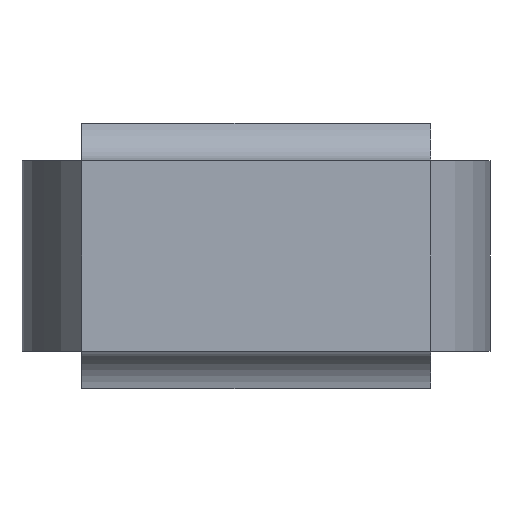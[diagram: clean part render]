
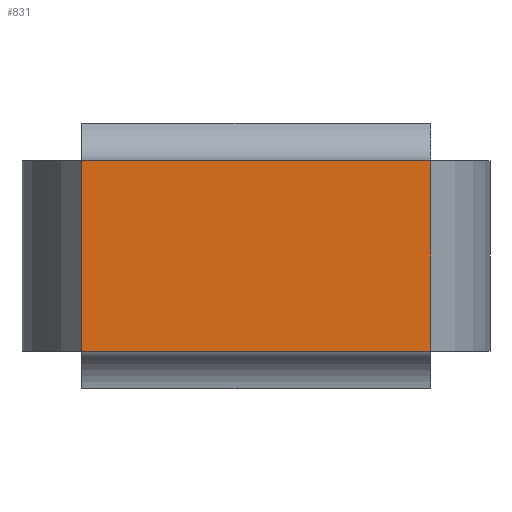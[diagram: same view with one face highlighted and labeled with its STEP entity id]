
A CAD part, front view. The second image highlights one B-rep face of the part: STEP entity #831.
In plain terms, the highlighted planar face has unit normal (0, -1, 0).
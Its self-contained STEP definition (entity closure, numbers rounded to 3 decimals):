
#17 = ORIENTED_EDGE ( 'NONE', *, *, #298, .T. ) ;
#47 = FACE_OUTER_BOUND ( 'NONE', #532, .T. ) ;
#75 = EDGE_CURVE ( 'NONE', #701, #860, #515, .T. ) ;
#100 = DIRECTION ( 'NONE',  ( 1., 0., 0. ) ) ;
#203 = PLANE ( 'NONE',  #708 ) ;
#212 = DIRECTION ( 'NONE',  ( 0., 1., 0. ) ) ;
#278 = DIRECTION ( 'NONE',  ( 0., 0., -1. ) ) ;
#291 = DIRECTION ( 'NONE',  ( 0., 0., 1. ) ) ;
#298 = EDGE_CURVE ( 'NONE', #701, #697, #549, .T. ) ;
#321 = CARTESIAN_POINT ( 'NONE',  ( 10.06, -9., 11. ) ) ;
#327 = ORIENTED_EDGE ( 'NONE', *, *, #895, .T. ) ;
#348 = CARTESIAN_POINT ( 'NONE',  ( 0., -9., 11. ) ) ;
#374 = ORIENTED_EDGE ( 'NONE', *, *, #641, .F. ) ;
#447 = VECTOR ( 'NONE', #903, 1000. ) ;
#453 = LINE ( 'NONE', #984, #1016 ) ;
#457 = DIRECTION ( 'NONE',  ( 0., 0., -1. ) ) ;
#515 = LINE ( 'NONE', #348, #744 ) ;
#532 = EDGE_LOOP ( 'NONE', ( #327, #374, #876, #17 ) ) ;
#537 = CARTESIAN_POINT ( 'NONE',  ( -10.06, -9., 11. ) ) ;
#549 = LINE ( 'NONE', #537, #673 ) ;
#609 = CARTESIAN_POINT ( 'NONE',  ( 0., -9., 11. ) ) ;
#640 = LINE ( 'NONE', #955, #447 ) ;
#641 = EDGE_CURVE ( 'NONE', #860, #825, #453, .T. ) ;
#673 = VECTOR ( 'NONE', #457, 1000. ) ;
#688 = CARTESIAN_POINT ( 'NONE',  ( -10.06, -9., 0. ) ) ;
#697 = VERTEX_POINT ( 'NONE', #688 ) ;
#701 = VERTEX_POINT ( 'NONE', #921 ) ;
#708 = AXIS2_PLACEMENT_3D ( 'NONE', #609, #212, #291 ) ;
#744 = VECTOR ( 'NONE', #100, 1000. ) ;
#825 = VERTEX_POINT ( 'NONE', #1002 ) ;
#831 = ADVANCED_FACE ( 'NONE', ( #47 ), #203, .F. ) ;
#860 = VERTEX_POINT ( 'NONE', #321 ) ;
#876 = ORIENTED_EDGE ( 'NONE', *, *, #75, .F. ) ;
#895 = EDGE_CURVE ( 'NONE', #697, #825, #640, .T. ) ;
#903 = DIRECTION ( 'NONE',  ( 1., 0., 0. ) ) ;
#921 = CARTESIAN_POINT ( 'NONE',  ( -10.06, -9., 11. ) ) ;
#955 = CARTESIAN_POINT ( 'NONE',  ( 0., -9., 0. ) ) ;
#984 = CARTESIAN_POINT ( 'NONE',  ( 10.06, -9., 11. ) ) ;
#1002 = CARTESIAN_POINT ( 'NONE',  ( 10.06, -9., 0. ) ) ;
#1016 = VECTOR ( 'NONE', #278, 1000. ) ;
